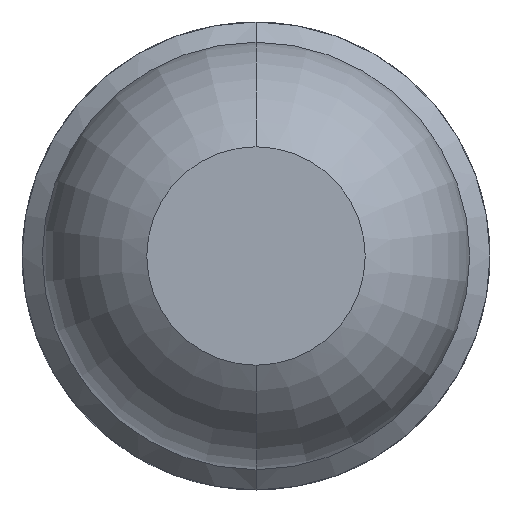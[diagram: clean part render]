
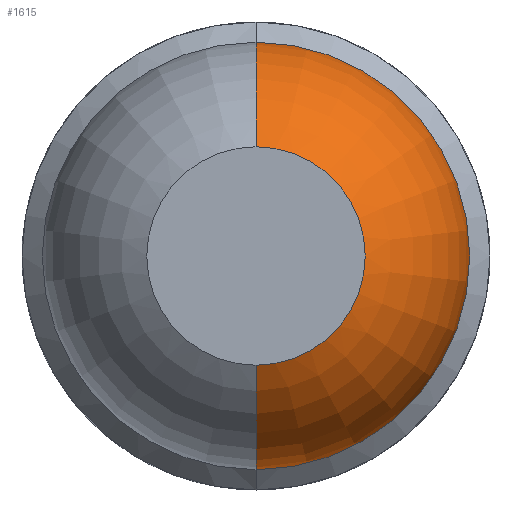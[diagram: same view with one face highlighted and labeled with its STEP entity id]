
A CAD part, front view. The second image highlights one B-rep face of the part: STEP entity #1615.
In plain terms, the highlighted toroidal (fillet/blend) face has major radius 0.035 mm and minor radius 0.65 mm.
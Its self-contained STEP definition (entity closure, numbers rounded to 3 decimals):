
#61 = CARTESIAN_POINT ( 'NONE',  ( 0., -24.431, -0.035 ) ) ;
#92 = AXIS2_PLACEMENT_3D ( 'NONE', #4189, #3732, #2797 ) ;
#121 = CIRCLE ( 'NONE', #3050, 0.65 ) ;
#229 = AXIS2_PLACEMENT_3D ( 'NONE', #1686, #838, #1731 ) ;
#411 = ORIENTED_EDGE ( 'NONE', *, *, #2987, .F. ) ;
#538 = EDGE_CURVE ( 'Defeature ausgef�hrt2_71+Defeature ausgef�hrt2_72+Defeature ausgef�hrt2_72+Defeature ausgef�hrt2_72', #4106, #4342, #5350, .T. ) ;
#648 = EDGE_LOOP ( 'NONE', ( #3279, #3221, #411, #3684 ) ) ;
#838 = DIRECTION ( 'NONE',  ( 0., -1., 0. ) ) ;
#1024 = CARTESIAN_POINT ( 'NONE',  ( 0., -25., -0.35 ) ) ;
#1160 = AXIS2_PLACEMENT_3D ( 'NONE', #2461, #3383, #3363 ) ;
#1615 = ADVANCED_FACE ( 'Defeature ausgef�hrt2_71', ( #2380 ), #3735, .T. ) ;
#1686 = CARTESIAN_POINT ( 'NONE',  ( 0., -24.431, 0. ) ) ;
#1731 = DIRECTION ( 'NONE',  ( 0., 0., -1. ) ) ;
#2001 = VERTEX_POINT ( 'NONE', #1024 ) ;
#2380 = FACE_OUTER_BOUND ( 'NONE', #648, .T. ) ;
#2461 = CARTESIAN_POINT ( 'NONE',  ( 0., -24.431, 0.035 ) ) ;
#2797 = DIRECTION ( 'NONE',  ( 0., 0., -1. ) ) ;
#2987 = EDGE_CURVE ( 'Defeature ausgef�hrt2_74+Defeature ausgef�hrt2_71+Defeature ausgef�hrt2_71+Defeature ausgef�hrt2_71', #2001, #5361, #4575, .T. ) ;
#3050 = AXIS2_PLACEMENT_3D ( 'NONE', #61, #4053, #3980 ) ;
#3221 = ORIENTED_EDGE ( 'NONE', *, *, #5398, .T. ) ;
#3243 = AXIS2_PLACEMENT_3D ( 'NONE', #3712, #4617, #4578 ) ;
#3279 = ORIENTED_EDGE ( 'NONE', *, *, #538, .T. ) ;
#3363 = DIRECTION ( 'NONE',  ( 0., 0., -1. ) ) ;
#3380 = CARTESIAN_POINT ( 'NONE',  ( 0., -24.431, -0.685 ) ) ;
#3383 = DIRECTION ( 'NONE',  ( 1., 0., 0. ) ) ;
#3684 = ORIENTED_EDGE ( 'NONE', *, *, #4952, .F. ) ;
#3712 = CARTESIAN_POINT ( 'NONE',  ( 0., -25., 0. ) ) ;
#3732 = DIRECTION ( 'NONE',  ( 0., -1., 0. ) ) ;
#3735 = TOROIDAL_SURFACE ( 'NONE', #92, 0.035, 0.65 ) ;
#3865 = CIRCLE ( 'NONE', #1160, 0.65 ) ;
#3980 = DIRECTION ( 'NONE',  ( 0., 0., 1. ) ) ;
#4053 = DIRECTION ( 'NONE',  ( -1., 0., 0. ) ) ;
#4106 = VERTEX_POINT ( 'NONE', #3380 ) ;
#4189 = CARTESIAN_POINT ( 'NONE',  ( 0., -24.431, 0. ) ) ;
#4321 = CARTESIAN_POINT ( 'NONE',  ( 0., -25., 0.35 ) ) ;
#4342 = VERTEX_POINT ( 'NONE', #4452 ) ;
#4452 = CARTESIAN_POINT ( 'NONE',  ( 0., -24.431, 0.685 ) ) ;
#4575 = CIRCLE ( 'NONE', #3243, 0.35 ) ;
#4578 = DIRECTION ( 'NONE',  ( 0., 0., -1. ) ) ;
#4617 = DIRECTION ( 'NONE',  ( 0., -1., 0. ) ) ;
#4952 = EDGE_CURVE ( 'NONE', #4106, #2001, #121, .T. ) ;
#5350 = CIRCLE ( 'NONE', #229, 0.685 ) ;
#5361 = VERTEX_POINT ( 'NONE', #4321 ) ;
#5398 = EDGE_CURVE ( 'NONE', #4342, #5361, #3865, .T. ) ;
